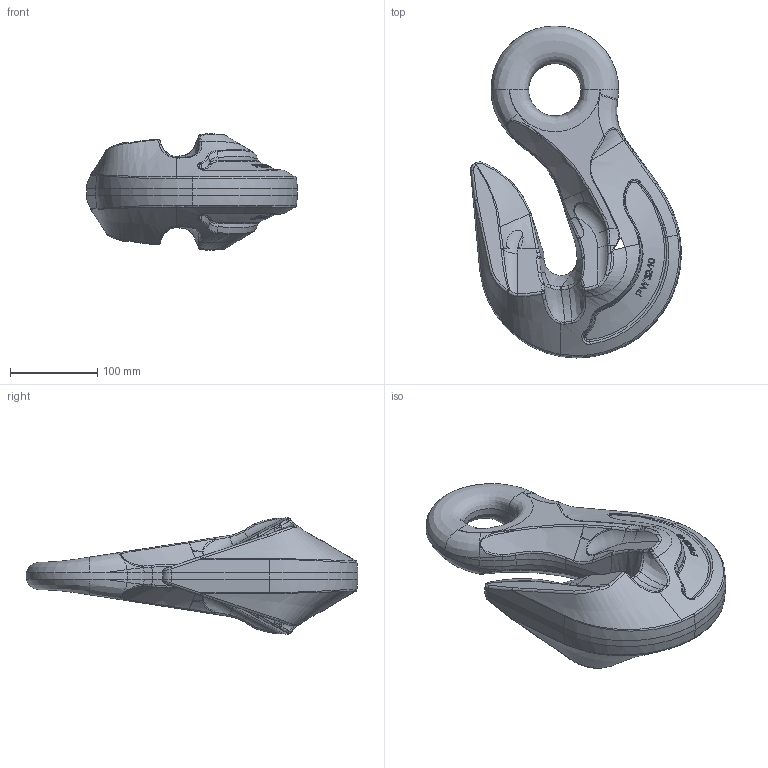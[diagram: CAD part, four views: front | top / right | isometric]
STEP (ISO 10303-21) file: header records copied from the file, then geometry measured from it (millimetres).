
FILE_DESCRIPTION(/* description */ (''),/* implementation_level */ '2;1');
FILE_NAME(/* name */ 'pewag_PW_32.stp',/* time_stamp */ '2022-07-01T10:28:40+02:00',/* author */ (''),/* organization */ (''),/* preprocessor_version */ 'ST-DEVELOPER v16',/* originating_system */ 'SIEMENS PLM Software NX 11.0',/* authorisation */ '');
FILE_SCHEMA (('AUTOMOTIVE_DESIGN { 1 0 10303 214 3 1 1 1 }'));
Products named in the file (1): KSE44B0A9CF4ra9
Bounding box: 241.98 x 380.77 x 133.64 mm (x, y, z)
Volume: 3232759.7 mm3; surface area: 181256.8 mm2
Topology: 1 solids, 1 shells, 558 faces, 1445 edges, 896 vertices
Faces by surface type: bspline 296, plane 108, extrusion 64, cone 32, cylinder 32, sphere 20, torus 6
Full cylindrical faces by diameter (mm): 60 x1
Entity records: 40607 total; most frequent: CARTESIAN_POINT 29972, ORIENTED_EDGE 2846, EDGE_CURVE 1423, DIRECTION 1110, B_SPLINE_CURVE_WITH_KNOTS 1055, VERTEX_POINT 888, EDGE_LOOP 581, ADVANCED_FACE 558
